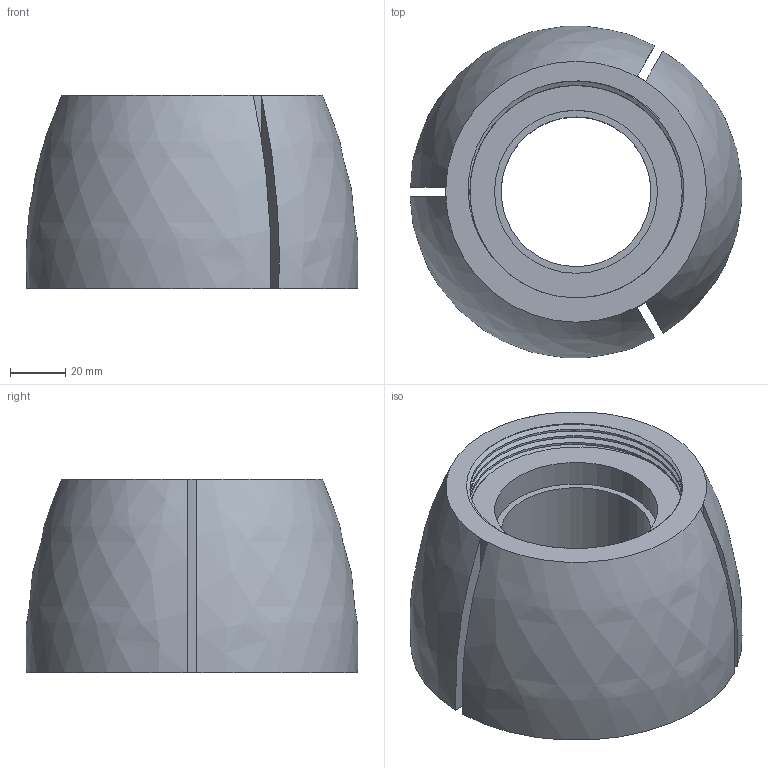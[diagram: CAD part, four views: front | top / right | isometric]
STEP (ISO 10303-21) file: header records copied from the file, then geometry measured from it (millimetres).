
FILE_DESCRIPTION(/* description */ ('','CAx-IF Rec.Pracs.---Representation and Presentation of Product Manufacturing Information (PMI)---4.0---2014-10-13'),/* implementation_level */ '2;1');
FILE_NAME(/* name */ 'd0782f30-49f6-4480-bb4c-8a6232f6027f.stp',/* time_stamp */ '2024-10-25T17:17:32Z',/* author */ (''),/* organization */ (''),/* preprocessor_version */ 'ST-DEVELOPER v20',/* originating_system */ 'Autodesk Translation Framework v13.20.0.188',/* authorisation */ '');
FILE_SCHEMA (('AP242_MANAGED_MODEL_BASED_3D_ENGINEERING_MIM_LF { 1 0 10303 442 1 1 4 }'));
Length unit declared in the file: millimetre
Products named in the file (1): bague propu_1
Bounding box: 120.3 x 120.35 x 70 mm (x, y, z)
Volume: 508618.4 mm3; surface area: 57343.3 mm2
Topology: 1 solids, 1 shells, 29 faces, 72 edges, 47 vertices
Faces by surface type: plane 13, cylinder 11, bspline 5
Full cylindrical faces by diameter (mm): 54.3 x1, 59.1 x1, 77.002 x2, 80.356 x3
Entity records: 2362 total; most frequent: CARTESIAN_POINT 1704, ORIENTED_EDGE 144, DIRECTION 102, EDGE_CURVE 72, VERTEX_POINT 47, AXIS2_PLACEMENT_3D 39, B_SPLINE_CURVE_WITH_KNOTS 34, EDGE_LOOP 33
